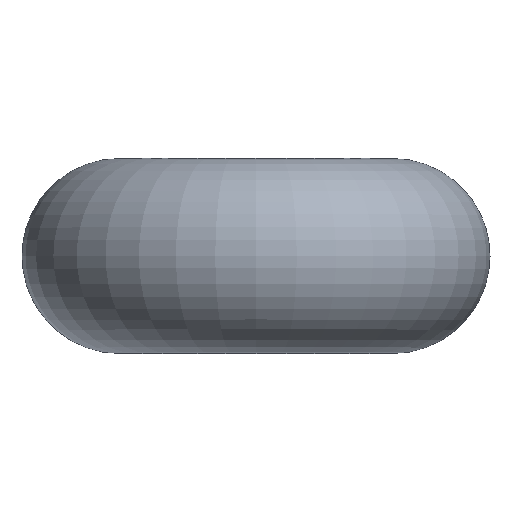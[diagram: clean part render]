
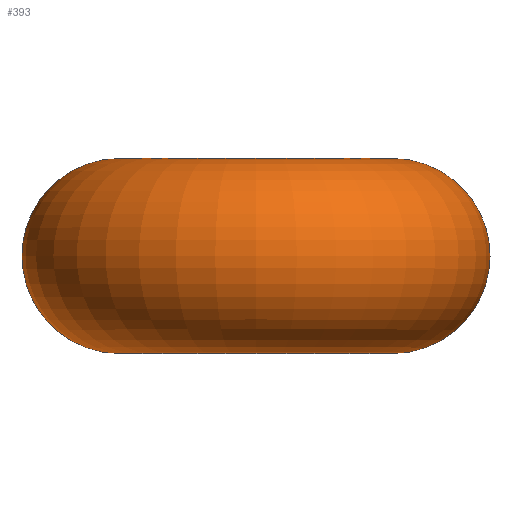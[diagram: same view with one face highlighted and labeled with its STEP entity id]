
A CAD part, top view. The second image highlights one B-rep face of the part: STEP entity #393.
In plain terms, the highlighted toroidal (fillet/blend) face has major radius 3.5 mm and minor radius 2.5 mm.
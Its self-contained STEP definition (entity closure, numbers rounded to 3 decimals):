
#17=B_SPLINE_CURVE_WITH_KNOTS('',3,(#798,#799,#800,#801,#802,#803,#804,
#805,#806,#807,#808,#809,#810,#811,#812,#813,#814,#815,#816,#817),
 .UNSPECIFIED.,.T.,.F.,(4,3,1,1,1,1,1,1,1,1,1,1,1,1,1,4),(0.289,
0.289,0.309,0.33,0.35,
0.371,0.392,0.412,0.433,
0.454,0.464,0.474,0.495,
0.536,0.557,0.577),.UNSPECIFIED.);
#18=B_SPLINE_CURVE_WITH_KNOTS('',3,(#831,#832,#833,#834,#835,#836,#837,
#838,#839,#840,#841,#842,#843,#844,#845,#846,#847,#848,#849,#850,#851),
 .UNSPECIFIED.,.T.,.F.,(4,3,1,1,1,1,1,1,1,1,1,1,1,1,1,1,4),(0.289,
0.289,0.309,0.33,0.35,
0.371,0.392,0.412,0.433,
0.454,0.464,0.474,0.495,
0.526,0.531,0.536,0.577),
 .UNSPECIFIED.);
#26=FACE_BOUND('',#133,.T.);
#27=FACE_BOUND('',#134,.T.);
#32=TOROIDAL_SURFACE('',#455,3.5,2.5);
#105=FACE_OUTER_BOUND('',#132,.T.);
#132=EDGE_LOOP('',(#330,#331,#332,#333));
#133=EDGE_LOOP('',(#334));
#134=EDGE_LOOP('',(#335));
#167=CIRCLE('',#456,3.5);
#168=CIRCLE('',#457,2.5);
#169=CIRCLE('',#458,3.5);
#196=VERTEX_POINT('',#765);
#201=VERTEX_POINT('',#825);
#202=VERTEX_POINT('',#827);
#203=VERTEX_POINT('',#830);
#243=EDGE_CURVE('',#196,#196,#17,.T.);
#247=EDGE_CURVE('',#201,#201,#167,.T.);
#248=EDGE_CURVE('',#201,#202,#168,.T.);
#249=EDGE_CURVE('',#202,#202,#169,.T.);
#250=EDGE_CURVE('',#203,#203,#18,.T.);
#330=ORIENTED_EDGE('',*,*,#247,.T.);
#331=ORIENTED_EDGE('',*,*,#248,.T.);
#332=ORIENTED_EDGE('',*,*,#249,.T.);
#333=ORIENTED_EDGE('',*,*,#248,.F.);
#334=ORIENTED_EDGE('',*,*,#250,.F.);
#335=ORIENTED_EDGE('',*,*,#243,.F.);
#393=ADVANCED_FACE('',(#105,#26,#27),#32,.T.);
#455=AXIS2_PLACEMENT_3D('',#824,#561,#562);
#456=AXIS2_PLACEMENT_3D('',#826,#563,#564);
#457=AXIS2_PLACEMENT_3D('',#828,#565,#566);
#458=AXIS2_PLACEMENT_3D('',#829,#567,#568);
#561=DIRECTION('center_axis',(0.,-1.,0.));
#562=DIRECTION('ref_axis',(0.,0.,1.));
#563=DIRECTION('center_axis',(0.,1.,0.));
#564=DIRECTION('ref_axis',(0.,0.,-1.));
#565=DIRECTION('center_axis',(1.,0.,0.));
#566=DIRECTION('ref_axis',(0.,0.,-1.));
#567=DIRECTION('center_axis',(0.,-1.,0.));
#568=DIRECTION('ref_axis',(0.,0.,-1.));
#765=CARTESIAN_POINT('',(4.036,0.476,-4.411));
#798=CARTESIAN_POINT('Ctrl Pts',(4.036,0.476,-4.411));
#799=CARTESIAN_POINT('Ctrl Pts',(4.036,0.476,-4.411));
#800=CARTESIAN_POINT('Ctrl Pts',(4.036,0.476,-4.411));
#801=CARTESIAN_POINT('Ctrl Pts',(4.036,0.476,-4.411));
#802=CARTESIAN_POINT('Ctrl Pts',(4.145,0.484,-4.313));
#803=CARTESIAN_POINT('Ctrl Pts',(4.353,0.436,-4.1));
#804=CARTESIAN_POINT('Ctrl Pts',(4.555,0.189,-3.802));
#805=CARTESIAN_POINT('Ctrl Pts',(4.585,-0.158,-3.585));
#806=CARTESIAN_POINT('Ctrl Pts',(4.45,-0.513,-3.465));
#807=CARTESIAN_POINT('Ctrl Pts',(4.189,-0.817,-3.437));
#808=CARTESIAN_POINT('Ctrl Pts',(3.846,-1.043,-3.499));
#809=CARTESIAN_POINT('Ctrl Pts',(3.449,-1.165,-3.692));
#810=CARTESIAN_POINT('Ctrl Pts',(3.203,-1.108,-3.996));
#811=CARTESIAN_POINT('Ctrl Pts',(3.11,-0.986,-4.234));
#812=CARTESIAN_POINT('Ctrl Pts',(3.062,-0.828,-4.452));
#813=CARTESIAN_POINT('Ctrl Pts',(3.082,-0.482,-4.767));
#814=CARTESIAN_POINT('Ctrl Pts',(3.304,0.024,-4.887));
#815=CARTESIAN_POINT('Ctrl Pts',(3.701,0.388,-4.687));
#816=CARTESIAN_POINT('Ctrl Pts',(3.928,0.468,-4.509));
#817=CARTESIAN_POINT('Ctrl Pts',(4.036,0.476,-4.411));
#824=CARTESIAN_POINT('Origin',(0.,0.8,0.));
#825=CARTESIAN_POINT('',(0.,-1.7,-3.5));
#826=CARTESIAN_POINT('Origin',(0.,-1.7,0.));
#827=CARTESIAN_POINT('',(0.,3.3,-3.5));
#828=CARTESIAN_POINT('Origin',(0.,0.8,-3.5));
#829=CARTESIAN_POINT('Origin',(0.,3.3,0.));
#830=CARTESIAN_POINT('',(-4.036,1.124,-4.411));
#831=CARTESIAN_POINT('Ctrl Pts',(-4.036,1.124,-4.411));
#832=CARTESIAN_POINT('Ctrl Pts',(-4.036,1.124,-4.411));
#833=CARTESIAN_POINT('Ctrl Pts',(-4.037,1.124,-4.411));
#834=CARTESIAN_POINT('Ctrl Pts',(-4.037,1.124,-4.41));
#835=CARTESIAN_POINT('Ctrl Pts',(-4.145,1.116,-4.313));
#836=CARTESIAN_POINT('Ctrl Pts',(-4.354,1.165,-4.098));
#837=CARTESIAN_POINT('Ctrl Pts',(-4.555,1.411,-3.802));
#838=CARTESIAN_POINT('Ctrl Pts',(-4.586,1.758,-3.585));
#839=CARTESIAN_POINT('Ctrl Pts',(-4.45,2.113,-3.465));
#840=CARTESIAN_POINT('Ctrl Pts',(-4.189,2.417,-3.437));
#841=CARTESIAN_POINT('Ctrl Pts',(-3.846,2.643,-3.499));
#842=CARTESIAN_POINT('Ctrl Pts',(-3.449,2.765,-3.692));
#843=CARTESIAN_POINT('Ctrl Pts',(-3.202,2.708,-3.996));
#844=CARTESIAN_POINT('Ctrl Pts',(-3.109,2.585,-4.234));
#845=CARTESIAN_POINT('Ctrl Pts',(-3.061,2.428,-4.453));
#846=CARTESIAN_POINT('Ctrl Pts',(-3.08,2.13,-4.722));
#847=CARTESIAN_POINT('Ctrl Pts',(-3.207,1.797,-4.834));
#848=CARTESIAN_POINT('Ctrl Pts',(-3.356,1.575,-4.825));
#849=CARTESIAN_POINT('Ctrl Pts',(-3.558,1.308,-4.784));
#850=CARTESIAN_POINT('Ctrl Pts',(-3.819,1.141,-4.606));
#851=CARTESIAN_POINT('Ctrl Pts',(-4.036,1.124,-4.411));
